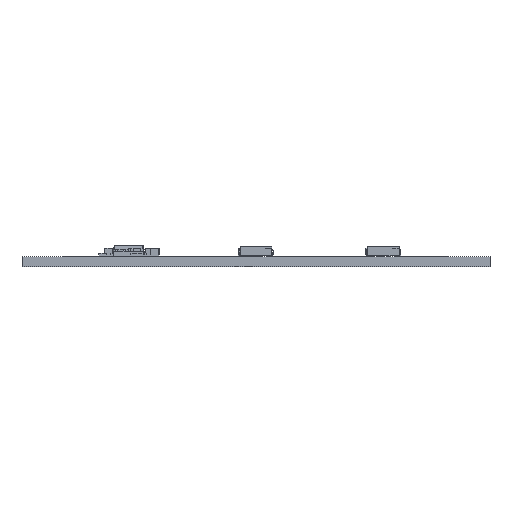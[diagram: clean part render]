
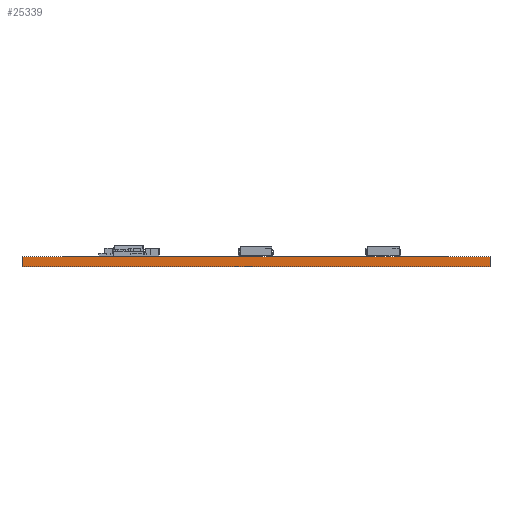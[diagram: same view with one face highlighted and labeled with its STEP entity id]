
A CAD part, front view. The second image highlights one B-rep face of the part: STEP entity #25339.
In plain terms, the highlighted planar face has unit normal (0, -1, 0).
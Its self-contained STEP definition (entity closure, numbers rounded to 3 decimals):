
#25158 = PLANE('',#25159);
#25159 = AXIS2_PLACEMENT_3D('',#25160,#25161,#25162);
#25160 = CARTESIAN_POINT('',(70.25,3.25,0.));
#25161 = DIRECTION('',(1.,0.,-0.));
#25162 = DIRECTION('',(0.,-1.,0.));
#25183 = VERTEX_POINT('',#25184);
#25184 = CARTESIAN_POINT('',(70.25,-86.75,1.6));
#25198 = PLANE('',#25199);
#25199 = AXIS2_PLACEMENT_3D('',#25200,#25201,#25202);
#25200 = CARTESIAN_POINT('',(33.5,-41.75,1.6));
#25201 = DIRECTION('',(-0.,-0.,-1.));
#25202 = DIRECTION('',(-1.,0.,0.));
#25210 = EDGE_CURVE('',#25211,#25183,#25213,.T.);
#25211 = VERTEX_POINT('',#25212);
#25212 = CARTESIAN_POINT('',(70.25,-86.75,0.));
#25213 = SURFACE_CURVE('',#25214,(#25218,#25225),.PCURVE_S1.);
#25214 = LINE('',#25215,#25216);
#25215 = CARTESIAN_POINT('',(70.25,-86.75,0.));
#25216 = VECTOR('',#25217,1.);
#25217 = DIRECTION('',(0.,0.,1.));
#25218 = PCURVE('',#25158,#25219);
#25219 = DEFINITIONAL_REPRESENTATION('',(#25220),#25224);
#25220 = LINE('',#25221,#25222);
#25221 = CARTESIAN_POINT('',(90.,0.));
#25222 = VECTOR('',#25223,1.);
#25223 = DIRECTION('',(0.,-1.));
#25224 = ( GEOMETRIC_REPRESENTATION_CONTEXT(2) 
PARAMETRIC_REPRESENTATION_CONTEXT() REPRESENTATION_CONTEXT('2D SPACE',''
  ) );
#25225 = PCURVE('',#25226,#25231);
#25226 = PLANE('',#25227);
#25227 = AXIS2_PLACEMENT_3D('',#25228,#25229,#25230);
#25228 = CARTESIAN_POINT('',(70.25,-86.75,0.));
#25229 = DIRECTION('',(0.,-1.,0.));
#25230 = DIRECTION('',(-1.,0.,0.));
#25231 = DEFINITIONAL_REPRESENTATION('',(#25232),#25236);
#25232 = LINE('',#25233,#25234);
#25233 = CARTESIAN_POINT('',(0.,-0.));
#25234 = VECTOR('',#25235,1.);
#25235 = DIRECTION('',(0.,-1.));
#25236 = ( GEOMETRIC_REPRESENTATION_CONTEXT(2) 
PARAMETRIC_REPRESENTATION_CONTEXT() REPRESENTATION_CONTEXT('2D SPACE',''
  ) );
#25252 = PLANE('',#25253);
#25253 = AXIS2_PLACEMENT_3D('',#25254,#25255,#25256);
#25254 = CARTESIAN_POINT('',(33.5,-41.75,0.));
#25255 = DIRECTION('',(-0.,-0.,-1.));
#25256 = DIRECTION('',(-1.,0.,0.));
#25285 = PLANE('',#25286);
#25286 = AXIS2_PLACEMENT_3D('',#25287,#25288,#25289);
#25287 = CARTESIAN_POINT('',(-3.25,-86.75,0.));
#25288 = DIRECTION('',(-1.,0.,0.));
#25289 = DIRECTION('',(0.,1.,0.));
#25339 = ADVANCED_FACE('',(#25340),#25226,.T.);
#25340 = FACE_BOUND('',#25341,.T.);
#25341 = EDGE_LOOP('',(#25342,#25343,#25366,#25389));
#25342 = ORIENTED_EDGE('',*,*,#25210,.T.);
#25343 = ORIENTED_EDGE('',*,*,#25344,.T.);
#25344 = EDGE_CURVE('',#25183,#25345,#25347,.T.);
#25345 = VERTEX_POINT('',#25346);
#25346 = CARTESIAN_POINT('',(-3.25,-86.75,1.6));
#25347 = SURFACE_CURVE('',#25348,(#25352,#25359),.PCURVE_S1.);
#25348 = LINE('',#25349,#25350);
#25349 = CARTESIAN_POINT('',(70.25,-86.75,1.6));
#25350 = VECTOR('',#25351,1.);
#25351 = DIRECTION('',(-1.,0.,0.));
#25352 = PCURVE('',#25226,#25353);
#25353 = DEFINITIONAL_REPRESENTATION('',(#25354),#25358);
#25354 = LINE('',#25355,#25356);
#25355 = CARTESIAN_POINT('',(0.,-1.6));
#25356 = VECTOR('',#25357,1.);
#25357 = DIRECTION('',(1.,0.));
#25358 = ( GEOMETRIC_REPRESENTATION_CONTEXT(2) 
PARAMETRIC_REPRESENTATION_CONTEXT() REPRESENTATION_CONTEXT('2D SPACE',''
  ) );
#25359 = PCURVE('',#25198,#25360);
#25360 = DEFINITIONAL_REPRESENTATION('',(#25361),#25365);
#25361 = LINE('',#25362,#25363);
#25362 = CARTESIAN_POINT('',(-36.75,-45.));
#25363 = VECTOR('',#25364,1.);
#25364 = DIRECTION('',(1.,0.));
#25365 = ( GEOMETRIC_REPRESENTATION_CONTEXT(2) 
PARAMETRIC_REPRESENTATION_CONTEXT() REPRESENTATION_CONTEXT('2D SPACE',''
  ) );
#25366 = ORIENTED_EDGE('',*,*,#25367,.F.);
#25367 = EDGE_CURVE('',#25368,#25345,#25370,.T.);
#25368 = VERTEX_POINT('',#25369);
#25369 = CARTESIAN_POINT('',(-3.25,-86.75,0.));
#25370 = SURFACE_CURVE('',#25371,(#25375,#25382),.PCURVE_S1.);
#25371 = LINE('',#25372,#25373);
#25372 = CARTESIAN_POINT('',(-3.25,-86.75,0.));
#25373 = VECTOR('',#25374,1.);
#25374 = DIRECTION('',(0.,0.,1.));
#25375 = PCURVE('',#25226,#25376);
#25376 = DEFINITIONAL_REPRESENTATION('',(#25377),#25381);
#25377 = LINE('',#25378,#25379);
#25378 = CARTESIAN_POINT('',(73.5,0.));
#25379 = VECTOR('',#25380,1.);
#25380 = DIRECTION('',(0.,-1.));
#25381 = ( GEOMETRIC_REPRESENTATION_CONTEXT(2) 
PARAMETRIC_REPRESENTATION_CONTEXT() REPRESENTATION_CONTEXT('2D SPACE',''
  ) );
#25382 = PCURVE('',#25285,#25383);
#25383 = DEFINITIONAL_REPRESENTATION('',(#25384),#25388);
#25384 = LINE('',#25385,#25386);
#25385 = CARTESIAN_POINT('',(0.,0.));
#25386 = VECTOR('',#25387,1.);
#25387 = DIRECTION('',(0.,-1.));
#25388 = ( GEOMETRIC_REPRESENTATION_CONTEXT(2) 
PARAMETRIC_REPRESENTATION_CONTEXT() REPRESENTATION_CONTEXT('2D SPACE',''
  ) );
#25389 = ORIENTED_EDGE('',*,*,#25390,.F.);
#25390 = EDGE_CURVE('',#25211,#25368,#25391,.T.);
#25391 = SURFACE_CURVE('',#25392,(#25396,#25403),.PCURVE_S1.);
#25392 = LINE('',#25393,#25394);
#25393 = CARTESIAN_POINT('',(70.25,-86.75,0.));
#25394 = VECTOR('',#25395,1.);
#25395 = DIRECTION('',(-1.,0.,0.));
#25396 = PCURVE('',#25226,#25397);
#25397 = DEFINITIONAL_REPRESENTATION('',(#25398),#25402);
#25398 = LINE('',#25399,#25400);
#25399 = CARTESIAN_POINT('',(0.,-0.));
#25400 = VECTOR('',#25401,1.);
#25401 = DIRECTION('',(1.,0.));
#25402 = ( GEOMETRIC_REPRESENTATION_CONTEXT(2) 
PARAMETRIC_REPRESENTATION_CONTEXT() REPRESENTATION_CONTEXT('2D SPACE',''
  ) );
#25403 = PCURVE('',#25252,#25404);
#25404 = DEFINITIONAL_REPRESENTATION('',(#25405),#25409);
#25405 = LINE('',#25406,#25407);
#25406 = CARTESIAN_POINT('',(-36.75,-45.));
#25407 = VECTOR('',#25408,1.);
#25408 = DIRECTION('',(1.,0.));
#25409 = ( GEOMETRIC_REPRESENTATION_CONTEXT(2) 
PARAMETRIC_REPRESENTATION_CONTEXT() REPRESENTATION_CONTEXT('2D SPACE',''
  ) );
